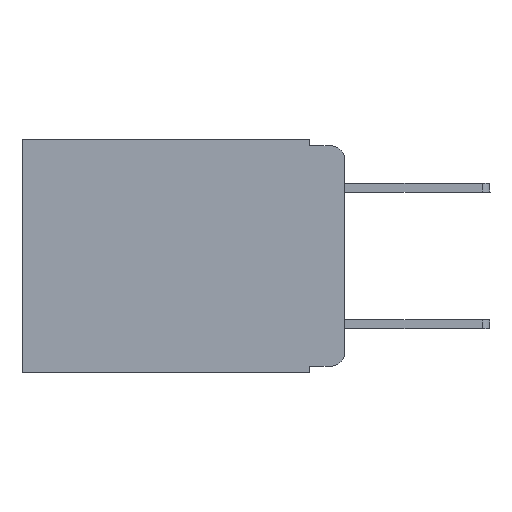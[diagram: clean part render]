
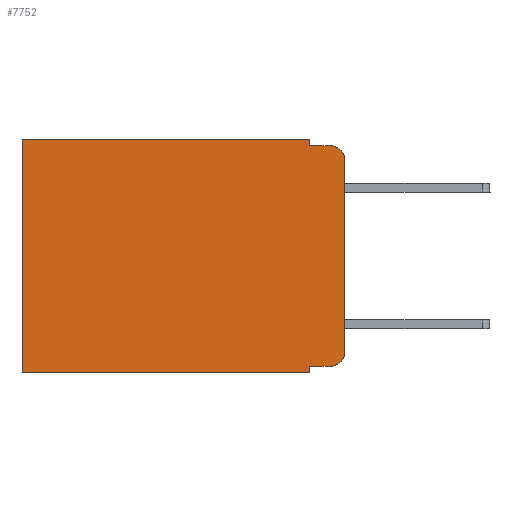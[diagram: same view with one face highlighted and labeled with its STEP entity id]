
A CAD part, left-side view. The second image highlights one B-rep face of the part: STEP entity #7752.
In plain terms, the highlighted planar face has unit normal (-1, 0, 0).
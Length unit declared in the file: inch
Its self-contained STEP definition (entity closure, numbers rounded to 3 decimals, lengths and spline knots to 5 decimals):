
#23 = CARTESIAN_POINT ( 'NONE',  ( 0.298, 0.473, -0.343 ) ) ;
#110 = AXIS2_PLACEMENT_3D ( 'NONE', #1024, #6186, #277 ) ;
#220 = DIRECTION ( 'NONE',  ( 0., 1., 0. ) ) ;
#277 = DIRECTION ( 'NONE',  ( 0., 0., -1. ) ) ;
#278 = VERTEX_POINT ( 'NONE', #5305 ) ;
#362 = CIRCLE ( 'NONE', #110, 0.02 ) ;
#521 = ORIENTED_EDGE ( 'NONE', *, *, #6014, .F. ) ;
#917 = CARTESIAN_POINT ( 'NONE',  ( 0.298, 0.02, -0.03 ) ) ;
#1024 = CARTESIAN_POINT ( 'NONE',  ( 0.298, 0.02, -0.313 ) ) ;
#1077 = CARTESIAN_POINT ( 'NONE',  ( 0.298, 0.051, -0.333 ) ) ;
#1086 = ORIENTED_EDGE ( 'NONE', *, *, #9335, .F. ) ;
#1370 = EDGE_CURVE ( 'NONE', #1644, #278, #362, .T. ) ;
#1405 = DIRECTION ( 'NONE',  ( 0., 0., -1. ) ) ;
#1497 = LINE ( 'NONE', #1077, #7794 ) ;
#1565 = VERTEX_POINT ( 'NONE', #7716 ) ;
#1644 = VERTEX_POINT ( 'NONE', #6695 ) ;
#1759 = CARTESIAN_POINT ( 'NONE',  ( 0.298, 0., 0. ) ) ;
#1986 = CARTESIAN_POINT ( 'NONE',  ( 0.298, 0.02, -0.01 ) ) ;
#2084 = EDGE_CURVE ( 'NONE', #5331, #1644, #1497, .T. ) ;
#2358 = VERTEX_POINT ( 'NONE', #6767 ) ;
#2455 = EDGE_LOOP ( 'NONE', ( #1086, #2684, #7018, #6871, #5712, #3050, #521, #5054, #4698, #2786 ) ) ;
#2544 = CIRCLE ( 'NONE', #9113, 0.02 ) ;
#2620 = CARTESIAN_POINT ( 'NONE',  ( 0.298, 0., 0. ) ) ;
#2684 = ORIENTED_EDGE ( 'NONE', *, *, #6262, .T. ) ;
#2786 = ORIENTED_EDGE ( 'NONE', *, *, #1370, .T. ) ;
#2820 = VECTOR ( 'NONE', #8738, 39.37008 ) ;
#2946 = VECTOR ( 'NONE', #9170, 39.37008 ) ;
#3050 = ORIENTED_EDGE ( 'NONE', *, *, #4406, .T. ) ;
#3125 = LINE ( 'NONE', #4200, #4036 ) ;
#3327 = VERTEX_POINT ( 'NONE', #8070 ) ;
#3363 = VERTEX_POINT ( 'NONE', #23 ) ;
#3385 = PLANE ( 'NONE',  #5378 ) ;
#3452 = LINE ( 'NONE', #5063, #9067 ) ;
#3476 = DIRECTION ( 'NONE',  ( 1., 0., 0. ) ) ;
#4036 = VECTOR ( 'NONE', #5583, 39.37008 ) ;
#4108 = EDGE_CURVE ( 'NONE', #9321, #3327, #9133, .T. ) ;
#4137 = CARTESIAN_POINT ( 'NONE',  ( 0.298, 0.051, -0.333 ) ) ;
#4200 = CARTESIAN_POINT ( 'NONE',  ( 0.298, 0., -0.343 ) ) ;
#4245 = CARTESIAN_POINT ( 'NONE',  ( 0.298, 0.051, -0.01 ) ) ;
#4353 = DIRECTION ( 'NONE',  ( 0., 0., -1. ) ) ;
#4382 = CARTESIAN_POINT ( 'NONE',  ( 0.298, 0.473, 0. ) ) ;
#4406 = EDGE_CURVE ( 'NONE', #2358, #3363, #6400, .T. ) ;
#4419 = VECTOR ( 'NONE', #220, 39.37008 ) ;
#4577 = LINE ( 'NONE', #4245, #7261 ) ;
#4609 = VERTEX_POINT ( 'NONE', #7405 ) ;
#4698 = ORIENTED_EDGE ( 'NONE', *, *, #2084, .T. ) ;
#4777 = DIRECTION ( 'NONE',  ( 0., -1., 0. ) ) ;
#4842 = CARTESIAN_POINT ( 'NONE',  ( 0.298, 0., 0. ) ) ;
#5054 = ORIENTED_EDGE ( 'NONE', *, *, #7847, .F. ) ;
#5063 = CARTESIAN_POINT ( 'NONE',  ( 0.298, 0.051, 0. ) ) ;
#5305 = CARTESIAN_POINT ( 'NONE',  ( 0.298, 0., -0.313 ) ) ;
#5331 = VERTEX_POINT ( 'NONE', #4137 ) ;
#5378 = AXIS2_PLACEMENT_3D ( 'NONE', #4842, #3476, #7805 ) ;
#5558 = VECTOR ( 'NONE', #4353, 39.37008 ) ;
#5583 = DIRECTION ( 'NONE',  ( 0., 1., 0. ) ) ;
#5643 = CARTESIAN_POINT ( 'NONE',  ( 0.298, 0.051, 0. ) ) ;
#5686 = LINE ( 'NONE', #1759, #4419 ) ;
#5712 = ORIENTED_EDGE ( 'NONE', *, *, #9179, .T. ) ;
#5910 = DIRECTION ( 'NONE',  ( 0., 0., -1. ) ) ;
#5926 = LINE ( 'NONE', #2620, #2946 ) ;
#6014 = EDGE_CURVE ( 'NONE', #4609, #3363, #3125, .T. ) ;
#6186 = DIRECTION ( 'NONE',  ( -1., 0., 0. ) ) ;
#6262 = EDGE_CURVE ( 'NONE', #1565, #8452, #2544, .T. ) ;
#6321 = CARTESIAN_POINT ( 'NONE',  ( 0.298, 0.051, 0. ) ) ;
#6400 = LINE ( 'NONE', #4382, #5558 ) ;
#6433 = DIRECTION ( 'NONE',  ( 0., -1., 0. ) ) ;
#6695 = CARTESIAN_POINT ( 'NONE',  ( 0.298, 0.02, -0.333 ) ) ;
#6767 = CARTESIAN_POINT ( 'NONE',  ( 0.298, 0.473, 0. ) ) ;
#6871 = ORIENTED_EDGE ( 'NONE', *, *, #4108, .F. ) ;
#7018 = ORIENTED_EDGE ( 'NONE', *, *, #7191, .F. ) ;
#7024 = FACE_OUTER_BOUND ( 'NONE', #2455, .T. ) ;
#7191 = EDGE_CURVE ( 'NONE', #3327, #8452, #4577, .T. ) ;
#7261 = VECTOR ( 'NONE', #6433, 39.37008 ) ;
#7405 = CARTESIAN_POINT ( 'NONE',  ( 0.298, 0.051, -0.343 ) ) ;
#7716 = CARTESIAN_POINT ( 'NONE',  ( 0.298, 0., -0.03 ) ) ;
#7752 = ADVANCED_FACE ( 'NONE', ( #7024 ), #3385, .F. ) ;
#7794 = VECTOR ( 'NONE', #4777, 39.37008 ) ;
#7805 = DIRECTION ( 'NONE',  ( 0., 0., -1. ) ) ;
#7847 = EDGE_CURVE ( 'NONE', #5331, #4609, #3452, .T. ) ;
#8070 = CARTESIAN_POINT ( 'NONE',  ( 0.298, 0.051, -0.01 ) ) ;
#8152 = DIRECTION ( 'NONE',  ( -1., 0., 0. ) ) ;
#8452 = VERTEX_POINT ( 'NONE', #1986 ) ;
#8738 = DIRECTION ( 'NONE',  ( 0., 0., -1. ) ) ;
#9067 = VECTOR ( 'NONE', #1405, 39.37008 ) ;
#9113 = AXIS2_PLACEMENT_3D ( 'NONE', #917, #8152, #5910 ) ;
#9133 = LINE ( 'NONE', #5643, #2820 ) ;
#9170 = DIRECTION ( 'NONE',  ( 0., 0., -1. ) ) ;
#9179 = EDGE_CURVE ( 'NONE', #9321, #2358, #5686, .T. ) ;
#9321 = VERTEX_POINT ( 'NONE', #6321 ) ;
#9335 = EDGE_CURVE ( 'NONE', #1565, #278, #5926, .T. ) ;
